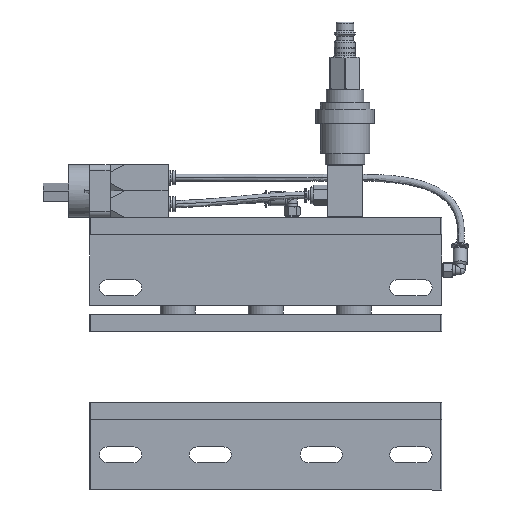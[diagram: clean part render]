
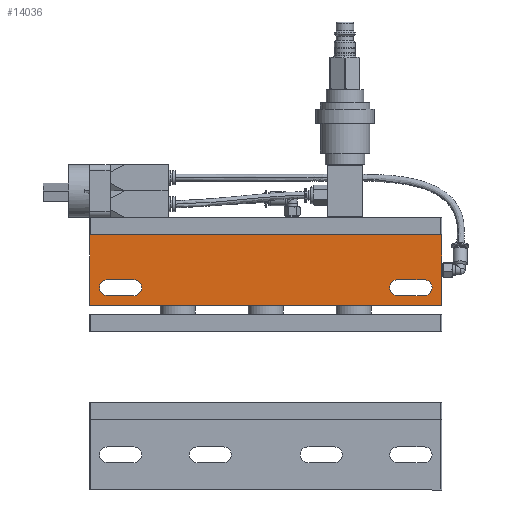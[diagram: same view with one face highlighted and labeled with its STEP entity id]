
A CAD part, front view. The second image highlights one B-rep face of the part: STEP entity #14036.
In plain terms, the highlighted planar face has unit normal (0, -1, 0).
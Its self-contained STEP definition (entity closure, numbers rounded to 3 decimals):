
#781=PLANE('',#15053);
#1352=VECTOR('',#17286,1.);
#1353=VECTOR('',#17289,1.);
#1354=VECTOR('',#17292,1.);
#1355=VECTOR('',#17293,1.);
#1356=VECTOR('',#17294,1.);
#1357=VECTOR('',#17295,1.);
#1358=VECTOR('',#17298,1.);
#1359=VECTOR('',#17301,1.);
#2356=LINE('',#21636,#1352);
#2357=LINE('',#21641,#1353);
#2358=LINE('',#21644,#1354);
#2359=LINE('',#21647,#1355);
#2360=LINE('',#21649,#1356);
#2361=LINE('',#21651,#1357);
#2362=LINE('',#21655,#1358);
#2363=LINE('',#21659,#1359);
#3431=VERTEX_POINT('',#21637);
#3432=VERTEX_POINT('',#21638);
#3433=VERTEX_POINT('',#21640);
#3434=VERTEX_POINT('',#21642);
#3435=VERTEX_POINT('',#21645);
#3436=VERTEX_POINT('',#21646);
#3437=VERTEX_POINT('',#21648);
#3438=VERTEX_POINT('',#21650);
#3439=VERTEX_POINT('',#21653);
#3440=VERTEX_POINT('',#21654);
#3441=VERTEX_POINT('',#21656);
#3442=VERTEX_POINT('',#21658);
#4683=CIRCLE('',#15054,4.5);
#4684=CIRCLE('',#15055,4.5);
#4685=CIRCLE('',#15056,4.5);
#4686=CIRCLE('',#15057,4.5);
#5800=EDGE_CURVE('',#3431,#3432,#2356,.T.);
#5801=EDGE_CURVE('',#3432,#3433,#4683,.T.);
#5802=EDGE_CURVE('',#3434,#3433,#2357,.T.);
#5803=EDGE_CURVE('',#3434,#3431,#4684,.T.);
#5804=EDGE_CURVE('',#3435,#3436,#2358,.T.);
#5805=EDGE_CURVE('',#3437,#3435,#2359,.T.);
#5806=EDGE_CURVE('',#3437,#3438,#2360,.T.);
#5807=EDGE_CURVE('',#3438,#3436,#2361,.T.);
#5808=EDGE_CURVE('',#3439,#3440,#4685,.T.);
#5809=EDGE_CURVE('',#3440,#3441,#2362,.T.);
#5810=EDGE_CURVE('',#3441,#3442,#4686,.T.);
#5811=EDGE_CURVE('',#3439,#3442,#2363,.T.);
#8122=ORIENTED_EDGE('',*,*,#5800,.T.);
#8123=ORIENTED_EDGE('',*,*,#5801,.T.);
#8124=ORIENTED_EDGE('',*,*,#5802,.F.);
#8125=ORIENTED_EDGE('',*,*,#5803,.T.);
#8126=ORIENTED_EDGE('',*,*,#5804,.F.);
#8127=ORIENTED_EDGE('',*,*,#5805,.F.);
#8128=ORIENTED_EDGE('',*,*,#5806,.T.);
#8129=ORIENTED_EDGE('',*,*,#5807,.T.);
#8130=ORIENTED_EDGE('',*,*,#5808,.T.);
#8131=ORIENTED_EDGE('',*,*,#5809,.T.);
#8132=ORIENTED_EDGE('',*,*,#5810,.T.);
#8133=ORIENTED_EDGE('',*,*,#5811,.F.);
#11907=EDGE_LOOP('',(#8122,#8123,#8124,#8125));
#11908=EDGE_LOOP('',(#8126,#8127,#8128,#8129));
#11909=EDGE_LOOP('',(#8130,#8131,#8132,#8133));
#12982=FACE_BOUND('',#11907,.T.);
#12983=FACE_BOUND('',#11908,.T.);
#12984=FACE_BOUND('',#11909,.T.);
#14036=ADVANCED_FACE('',(#12982,#12983,#12984),#781,.T.);
#15053=AXIS2_PLACEMENT_3D('',#21635,#17285,$);
#15054=AXIS2_PLACEMENT_3D('',#21639,#17287,#17288);
#15055=AXIS2_PLACEMENT_3D('',#21643,#17290,#17291);
#15056=AXIS2_PLACEMENT_3D('',#21652,#17296,#17297);
#15057=AXIS2_PLACEMENT_3D('',#21657,#17299,#17300);
#17285=DIRECTION('',(0.,-1.,0.));
#17286=DIRECTION('',(1.,0.,0.));
#17287=DIRECTION('',(0.,1.,0.));
#17288=DIRECTION('',(0.,0.,4.5));
#17289=DIRECTION('',(1.,0.,0.));
#17290=DIRECTION('',(0.,1.,0.));
#17291=DIRECTION('',(0.,0.,4.5));
#17292=DIRECTION('',(1.,0.,0.));
#17293=DIRECTION('',(0.,0.,1.));
#17294=DIRECTION('',(1.,0.,0.));
#17295=DIRECTION('',(0.,0.,1.));
#17296=DIRECTION('',(0.,1.,0.));
#17297=DIRECTION('',(0.,0.,4.5));
#17298=DIRECTION('',(1.,0.,0.));
#17299=DIRECTION('',(0.,1.,0.));
#17300=DIRECTION('',(0.,0.,4.5));
#17301=DIRECTION('',(1.,0.,0.));
#21635=CARTESIAN_POINT('',(0.,0.,-40.));
#21636=CARTESIAN_POINT('',(175.,0.,-25.5));
#21637=CARTESIAN_POINT('',(175.,0.,-25.5));
#21638=CARTESIAN_POINT('',(190.,0.,-25.5));
#21639=CARTESIAN_POINT('',(190.,0.,-30.));
#21640=CARTESIAN_POINT('',(190.,0.,-34.5));
#21641=CARTESIAN_POINT('',(175.,0.,-34.5));
#21642=CARTESIAN_POINT('',(175.,0.,-34.5));
#21643=CARTESIAN_POINT('',(175.,0.,-30.));
#21644=CARTESIAN_POINT('',(0.,0.,0.));
#21645=CARTESIAN_POINT('',(0.,0.,0.));
#21646=CARTESIAN_POINT('',(200.,0.,0.));
#21647=CARTESIAN_POINT('',(0.,0.,-40.));
#21648=CARTESIAN_POINT('',(0.,0.,-40.));
#21649=CARTESIAN_POINT('',(0.,0.,-40.));
#21650=CARTESIAN_POINT('',(200.,0.,-40.));
#21651=CARTESIAN_POINT('',(200.,0.,-40.));
#21652=CARTESIAN_POINT('',(10.,0.,-30.));
#21653=CARTESIAN_POINT('',(10.,0.,-34.5));
#21654=CARTESIAN_POINT('',(10.,0.,-25.5));
#21655=CARTESIAN_POINT('',(10.,0.,-25.5));
#21656=CARTESIAN_POINT('',(25.,0.,-25.5));
#21657=CARTESIAN_POINT('',(25.,0.,-30.));
#21658=CARTESIAN_POINT('',(25.,0.,-34.5));
#21659=CARTESIAN_POINT('',(10.,0.,-34.5));
